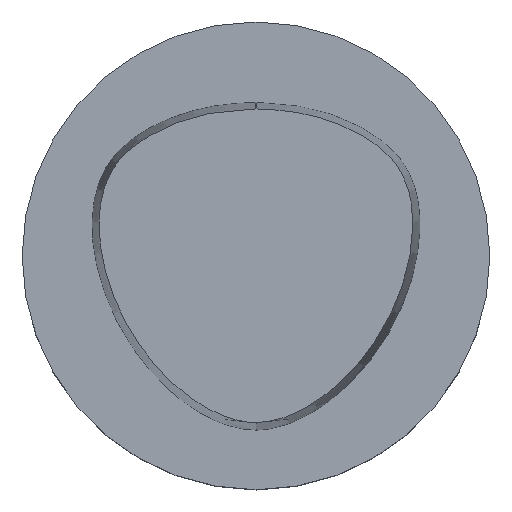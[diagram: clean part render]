
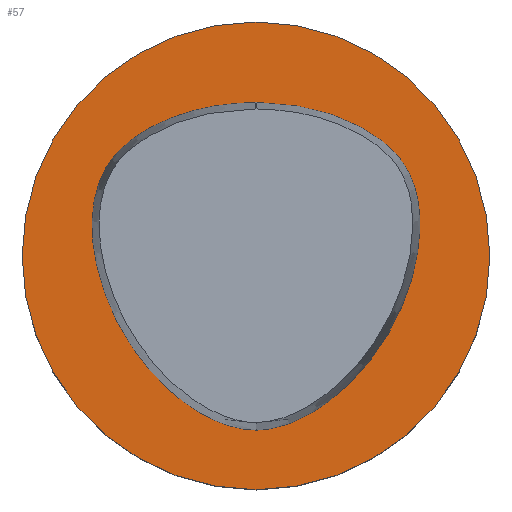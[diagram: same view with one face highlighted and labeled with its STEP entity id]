
A CAD part, top view. The second image highlights one B-rep face of the part: STEP entity #57.
In plain terms, the highlighted planar face has unit normal (0, 0, 1).
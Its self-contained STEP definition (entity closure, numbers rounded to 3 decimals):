
#57=ADVANCED_FACE('Unnamed[1]',(#140,#141),#142,.T.);
#83=EDGE_CURVE('Unnamed[1]',#181,#157,#182,.T.);
#85=EDGE_CURVE('Unnamed[1]',#184,#184,#185,.T.);
#105=EDGE_CURVE('Unnamed[1]',#153,#181,#211,.T.);
#110=EDGE_CURVE('Unnamed[1]',#157,#153,#217,.T.);
#140=FACE_BOUND('',#241,.T.);
#141=FACE_OUTER_BOUND('',#242,.T.);
#142=PLANE('',#243);
#153=VERTEX_POINT('',#257);
#157=VERTEX_POINT('',#263);
#181=VERTEX_POINT('',#364);
#182=CIRCLE('',#365,0.95);
#184=VERTEX_POINT('',#368);
#185=CIRCLE('',#369,31.5);
#211=B_SPLINE_CURVE_WITH_KNOTS('',3,(#435,#436,#437,#438,#439,#440,#441,#442,#443,#444,#445,#446,#447,#448,#449,#450,#451,#452),.UNSPECIFIED.,.F.,.F.,(4,1,1,1,1,1,1,1,1,2,1,1,1,1,4),(-6.615,-6.202,-5.788,-5.375,-4.961,-4.134,-3.308,-2.894,-2.481,-2.067,-1.654,-1.24,-0.827,-0.413,0.0),.UNSPECIFIED.);
#217=B_SPLINE_CURVE_WITH_KNOTS('',3,(#527,#528,#529,#530,#531,#532,#533,#534,#535,#536,#537,#538,#539,#540,#541,#542,#543),.UNSPECIFIED.,.F.,.F.,(4,1,1,1,1,1,1,1,1,1,1,1,1,1,4),(-13.23,-12.817,-12.403,-11.99,-11.576,-11.163,-10.956,-10.75,-10.336,-9.923,-9.096,-8.269,-7.442,-7.029,-6.615),.UNSPECIFIED.);
#241=EDGE_LOOP('',(#563,#564,#565));
#242=EDGE_LOOP('',(#566));
#243=AXIS2_PLACEMENT_3D('',#567,#568,#569);
#257=CARTESIAN_POINT('',(0.044,-23.469,0.));
#263=CARTESIAN_POINT('',(0.045,20.677,0.));
#364=CARTESIAN_POINT('',(-0.045,20.677,0.));
#365=AXIS2_PLACEMENT_3D('',#605,#606,#607);
#368=CARTESIAN_POINT('',(0.,31.5,0.));
#369=AXIS2_PLACEMENT_3D('',#608,#609,#610);
#435=CARTESIAN_POINT('',(0.044,-23.469,0.));
#436=CARTESIAN_POINT('',(-1.471,-23.477,0.));
#437=CARTESIAN_POINT('',(-4.439,-22.821,0.));
#438=CARTESIAN_POINT('',(-8.35,-20.8,0.));
#439=CARTESIAN_POINT('',(-11.745,-18.156,0.));
#440=CARTESIAN_POINT('',(-15.699,-14.041,0.));
#441=CARTESIAN_POINT('',(-19.535,-8.006,0.));
#442=CARTESIAN_POINT('',(-21.721,-1.161,0.0));
#443=CARTESIAN_POINT('',(-22.249,4.55,0.0));
#444=CARTESIAN_POINT('',(-21.665,9.002,0.0));
#445=CARTESIAN_POINT('',(-20.395,11.778,0.0));
#446=CARTESIAN_POINT('',(-18.593,14.198,0.0));
#447=CARTESIAN_POINT('',(-16.323,16.178,0.0));
#448=CARTESIAN_POINT('',(-12.508,18.252,0.));
#449=CARTESIAN_POINT('',(-8.468,19.679,0.));
#450=CARTESIAN_POINT('',(-4.23,20.488,0.));
#451=CARTESIAN_POINT('',(-1.423,20.613,0.));
#452=CARTESIAN_POINT('',(-0.045,20.677,0.));
#527=CARTESIAN_POINT('',(0.045,20.677,0.));
#528=CARTESIAN_POINT('',(1.424,20.61,0.));
#529=CARTESIAN_POINT('',(4.223,20.484,0.));
#530=CARTESIAN_POINT('',(8.472,19.689,0.));
#531=CARTESIAN_POINT('',(12.514,18.243,0.0));
#532=CARTESIAN_POINT('',(16.304,16.173,0.));
#533=CARTESIAN_POINT('',(19.145,13.704,0.));
#534=CARTESIAN_POINT('',(20.732,11.101,0.0));
#535=CARTESIAN_POINT('',(21.783,8.281,0.));
#536=CARTESIAN_POINT('',(22.226,4.609,0.0));
#537=CARTESIAN_POINT('',(21.744,-1.113,0.0));
#538=CARTESIAN_POINT('',(19.552,-7.954,0.0));
#539=CARTESIAN_POINT('',(14.957,-15.209,0.0));
#540=CARTESIAN_POINT('',(9.668,-20.083,0.));
#541=CARTESIAN_POINT('',(4.516,-22.795,0.));
#542=CARTESIAN_POINT('',(1.559,-23.461,0.));
#543=CARTESIAN_POINT('',(0.044,-23.469,0.));
#563=ORIENTED_EDGE('',*,*,#110,.T.);
#564=ORIENTED_EDGE('',*,*,#105,.T.);
#565=ORIENTED_EDGE('',*,*,#83,.T.);
#566=ORIENTED_EDGE('',*,*,#85,.F.);
#567=CARTESIAN_POINT('',(0.,15.75,0.));
#568=DIRECTION('',(0.,0.,1.0));
#569=DIRECTION('',(0.,-1.0,0.));
#605=CARTESIAN_POINT('',(-0.001,19.728,0.));
#606=DIRECTION('',(0.,0.,-1.0));
#607=DIRECTION('',(-0.046,0.999,0.));
#608=CARTESIAN_POINT('',(0.,0.,0.));
#609=DIRECTION('',(0.,0.,-1.0));
#610=DIRECTION('',(0.,1.0,0.));
